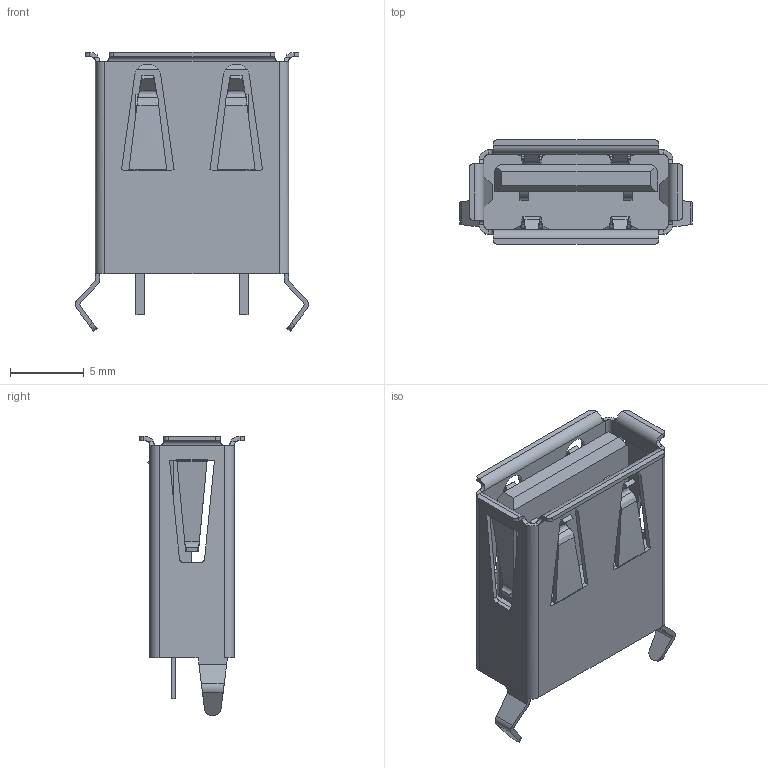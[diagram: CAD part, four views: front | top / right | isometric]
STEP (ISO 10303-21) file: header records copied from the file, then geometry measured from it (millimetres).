
FILE_DESCRIPTION(('STEP AP242'),'1');
FILE_NAME('18m6973_1734366-1.stp','2018-10-30T12:44:08',('TraceParts'),('TraceParts S.A.'),'Spatial InterOp 3D',' ',' ');
FILE_SCHEMA(('AP242_MANAGED_MODEL_BASED_3D_ENGINEERING_MIM_LF {1 0 10303 442 1 1 4}'));
Length unit declared in the file: millimetre
Products named in the file (1): 18m6973_1734366-1
Bounding box: 15.8 x 7.12 x 18.93 mm (x, y, z)
Volume: 714.6 mm3; surface area: 1260.8 mm2
Topology: 1 solids, 1 shells, 279 faces, 696 edges, 422 vertices
Faces by surface type: plane 143, cylinder 70, bspline 66
Entity records: 9781 total; most frequent: CARTESIAN_POINT 3542, ORIENTED_EDGE 1392, DIRECTION 1080, EDGE_CURVE 696, LINE 484, VECTOR 484, VERTEX_POINT 422, AXIS2_PLACEMENT_3D 298
